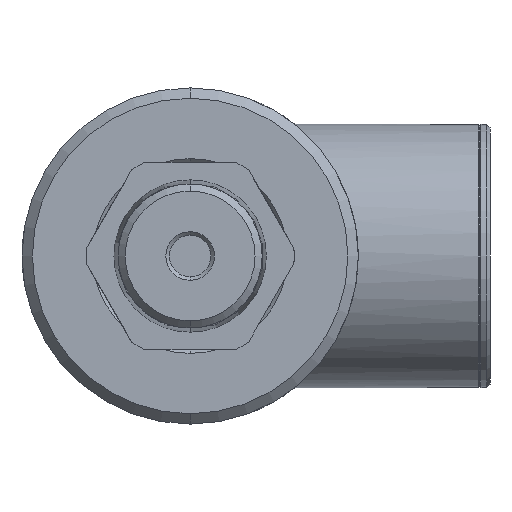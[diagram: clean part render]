
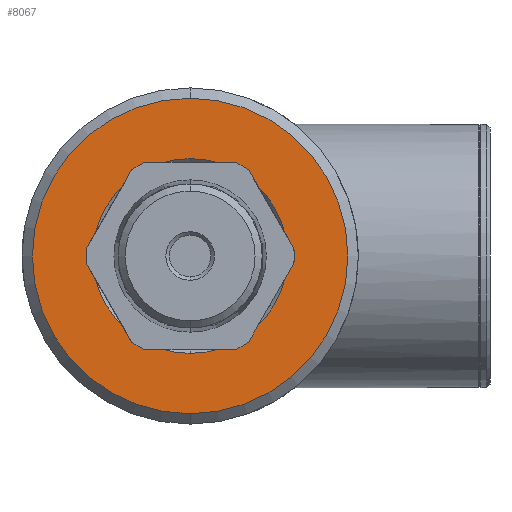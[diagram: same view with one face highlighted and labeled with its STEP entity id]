
A CAD part, front view. The second image highlights one B-rep face of the part: STEP entity #8067.
In plain terms, the highlighted planar face has unit normal (0, -1, 0).
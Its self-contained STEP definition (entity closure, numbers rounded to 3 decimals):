
#4085 = CARTESIAN_POINT ( 'NONE',  ( 0., 29., 22.75 ) ) ;
#4251 = VERTEX_POINT ( 'NONE', #7846 ) ;
#4543 = PLANE ( 'NONE',  #28095 ) ;
#4721 = FACE_BOUND ( 'NONE', #10600, .T. ) ;
#5094 = DIRECTION ( 'NONE',  ( 0., 1., 0. ) ) ;
#6724 = AXIS2_PLACEMENT_3D ( 'NONE', #13203, #26182, #15801 ) ;
#6831 = EDGE_CURVE ( 'NONE', #17931, #32636, #26847, .T. ) ;
#7722 = DIRECTION ( 'NONE',  ( 0., -1., 0. ) ) ;
#7846 = CARTESIAN_POINT ( 'NONE',  ( 0., 29., -14.05 ) ) ;
#8067 = ADVANCED_FACE ( 'NONE', ( #4721, #9834 ), #4543, .T. ) ;
#8926 = CIRCLE ( 'NONE', #28530, 14.05 ) ;
#9466 = EDGE_CURVE ( 'NONE', #32636, #17931, #14739, .T. ) ;
#9834 = FACE_OUTER_BOUND ( 'NONE', #15318, .T. ) ;
#10600 = EDGE_LOOP ( 'NONE', ( #11672, #21438 ) ) ;
#10947 = ORIENTED_EDGE ( 'NONE', *, *, #9466, .T. ) ;
#11672 = ORIENTED_EDGE ( 'NONE', *, *, #29091, .T. ) ;
#12812 = CARTESIAN_POINT ( 'NONE',  ( 0., 29., 0. ) ) ;
#13203 = CARTESIAN_POINT ( 'NONE',  ( 0., 29., 0. ) ) ;
#13955 = CARTESIAN_POINT ( 'NONE',  ( 0., 29., 14.05 ) ) ;
#14073 = CARTESIAN_POINT ( 'NONE',  ( 0., 29., -22.75 ) ) ;
#14739 = CIRCLE ( 'NONE', #20358, 22.75 ) ;
#15318 = EDGE_LOOP ( 'NONE', ( #16141, #10947 ) ) ;
#15564 = CARTESIAN_POINT ( 'NONE',  ( 13.55, 29., 0. ) ) ;
#15762 = DIRECTION ( 'NONE',  ( 0., 0., -1. ) ) ;
#15801 = DIRECTION ( 'NONE',  ( 0., 0., -1. ) ) ;
#16141 = ORIENTED_EDGE ( 'NONE', *, *, #6831, .T. ) ;
#16423 = EDGE_CURVE ( 'NONE', #27623, #4251, #8926, .T. ) ;
#17931 = VERTEX_POINT ( 'NONE', #4085 ) ;
#20358 = AXIS2_PLACEMENT_3D ( 'NONE', #28692, #20773, #28355 ) ;
#20773 = DIRECTION ( 'NONE',  ( 0., -1., 0. ) ) ;
#21438 = ORIENTED_EDGE ( 'NONE', *, *, #16423, .T. ) ;
#21581 = CIRCLE ( 'NONE', #33332, 14.05 ) ;
#22420 = DIRECTION ( 'NONE',  ( 0., 1., 0. ) ) ;
#26182 = DIRECTION ( 'NONE',  ( 0., -1., 0. ) ) ;
#26847 = CIRCLE ( 'NONE', #6724, 22.75 ) ;
#26982 = DIRECTION ( 'NONE',  ( 0., 0., -1. ) ) ;
#27623 = VERTEX_POINT ( 'NONE', #13955 ) ;
#28095 = AXIS2_PLACEMENT_3D ( 'NONE', #15564, #7722, #31400 ) ;
#28355 = DIRECTION ( 'NONE',  ( 0., 0., -1. ) ) ;
#28530 = AXIS2_PLACEMENT_3D ( 'NONE', #12812, #5094, #15762 ) ;
#28692 = CARTESIAN_POINT ( 'NONE',  ( 0., 29., 0. ) ) ;
#29091 = EDGE_CURVE ( 'NONE', #4251, #27623, #21581, .T. ) ;
#30157 = CARTESIAN_POINT ( 'NONE',  ( 0., 29., 0. ) ) ;
#31400 = DIRECTION ( 'NONE',  ( 0., 0., -1. ) ) ;
#32636 = VERTEX_POINT ( 'NONE', #14073 ) ;
#33332 = AXIS2_PLACEMENT_3D ( 'NONE', #30157, #22420, #26982 ) ;
